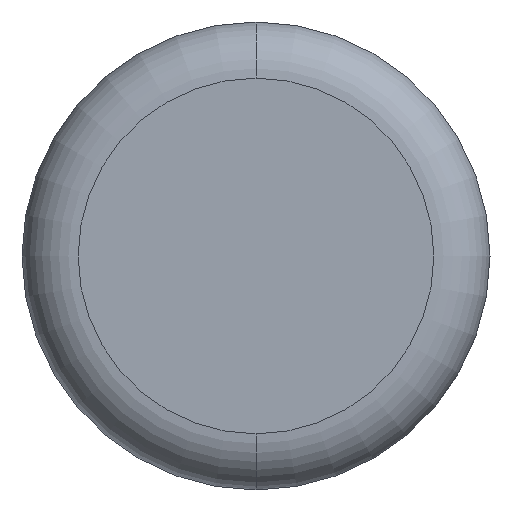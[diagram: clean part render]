
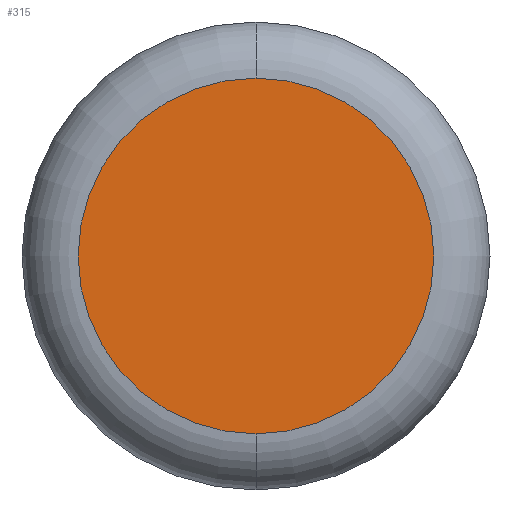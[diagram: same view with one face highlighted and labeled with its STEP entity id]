
A CAD part, front view. The second image highlights one B-rep face of the part: STEP entity #315.
In plain terms, the highlighted planar face has unit normal (0, -1, 0).
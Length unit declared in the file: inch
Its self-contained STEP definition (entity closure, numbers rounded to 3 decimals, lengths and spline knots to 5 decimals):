
#3 = AXIS2_PLACEMENT_3D ( 'NONE', #231, #34, #196 ) ;
#20 = DIRECTION ( 'NONE',  ( 0., 0., -1. ) ) ;
#24 = PLANE ( 'NONE',  #3 ) ;
#28 = VERTEX_POINT ( 'NONE', #369 ) ;
#34 = DIRECTION ( 'NONE',  ( 0., -1., 0. ) ) ;
#59 = ORIENTED_EDGE ( 'NONE', *, *, #101, .T. ) ;
#71 = DIRECTION ( 'NONE',  ( 0., -1., 0. ) ) ;
#82 = CIRCLE ( 'NONE', #471, 0.095 ) ;
#101 = EDGE_CURVE ( 'NONE', #28, #502, #444, .T. ) ;
#107 = EDGE_CURVE ( 'NONE', #502, #28, #82, .T. ) ;
#163 = AXIS2_PLACEMENT_3D ( 'NONE', #461, #71, #203 ) ;
#173 = CARTESIAN_POINT ( 'NONE',  ( 0., 0., 0. ) ) ;
#196 = DIRECTION ( 'NONE',  ( 0., 0., -1. ) ) ;
#202 = CARTESIAN_POINT ( 'NONE',  ( 0., 0., 0.095 ) ) ;
#203 = DIRECTION ( 'NONE',  ( 0., 0., -1. ) ) ;
#231 = CARTESIAN_POINT ( 'NONE',  ( 0., 0., 0. ) ) ;
#267 = DIRECTION ( 'NONE',  ( 0., -1., 0. ) ) ;
#275 = ORIENTED_EDGE ( 'NONE', *, *, #107, .T. ) ;
#315 = ADVANCED_FACE ( 'NONE', ( #357 ), #24, .T. ) ;
#357 = FACE_OUTER_BOUND ( 'NONE', #409, .T. ) ;
#369 = CARTESIAN_POINT ( 'NONE',  ( 0., 0., -0.095 ) ) ;
#409 = EDGE_LOOP ( 'NONE', ( #59, #275 ) ) ;
#444 = CIRCLE ( 'NONE', #163, 0.095 ) ;
#461 = CARTESIAN_POINT ( 'NONE',  ( 0., 0., 0. ) ) ;
#471 = AXIS2_PLACEMENT_3D ( 'NONE', #173, #267, #20 ) ;
#502 = VERTEX_POINT ( 'NONE', #202 ) ;
